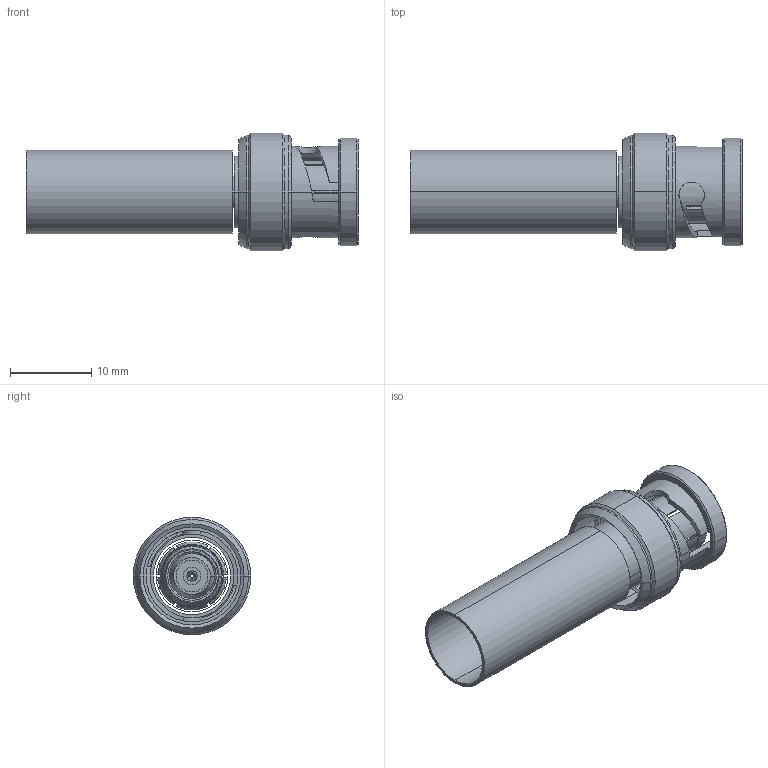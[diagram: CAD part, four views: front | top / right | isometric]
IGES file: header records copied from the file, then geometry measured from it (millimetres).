
Start section:  PTC IGES file: 031-71035.igs
Global section: file name: 031-71035.igs; native system: Pro/ENGINEER by Parametric Technology Corporation; preprocessor: 2010160; author: clementlazer; organization: Unknown; date: 20100922.165836; units: inch
Bounding box: 40.92 x 14.48 x 14.48 mm (x, y, z)
Surface area: 3664.9 mm2 (no closed solid volume)
Topology: 0 solids, 0 shells, 119 faces, 635 edges, 635 vertices
Faces by surface type: revolution 92, bspline 27
